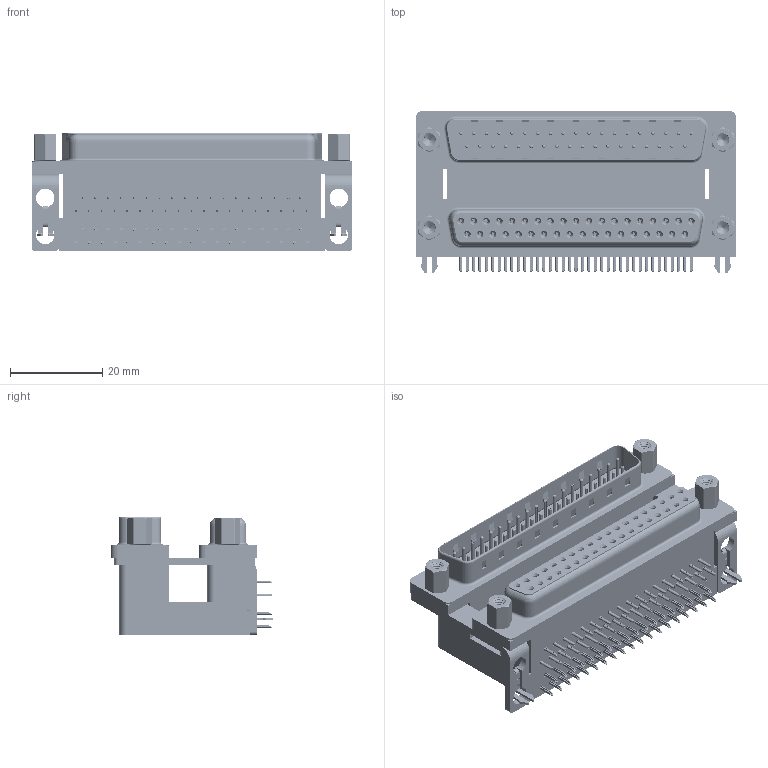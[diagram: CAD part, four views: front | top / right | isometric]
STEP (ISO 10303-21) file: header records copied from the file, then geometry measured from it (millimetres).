
FILE_DESCRIPTION (( 'STEP AP203' ), '1' );
FILE_NAME ('663-037-664-046.STEP', '2022-06-21T13:42:18', ( '' ), ( '' ), 'SwSTEP 2.0', 'SolidWorks 2020', '' );
FILE_SCHEMA (( 'CONFIG_CONTROL_DESIGN' ));
Length unit declared in the file: millimetre
Products named in the file (14): 663 Housing Lower_37 Contacts; 663 4-40 Hex Standoff 5; 663 Shell Receptacle_37 Contacts; 663 Shell Plug_37 Contacts; 663 Mounting Bracket_2ProngM; 663-037-664-046; 663 Contact Top Upper_M; 663 Housing Upper_37 Contacts M; 663 2 Prong Board Lock_4; 663 Housing Spacer_37 Contacts M; 663 Threaded Rivet_4-40; 663 Contact Bottom Lower; 663 Contact Top Lower; 663 Contact Bottom Upper_M
Assembly tree (91 placements, depth 2):
  663-037-664-046
    663 Housing Lower_37 Contacts
    663 Housing Spacer_37 Contacts M
    663 Housing Upper_37 Contacts M
    663 Shell Receptacle_37 Contacts
    663 Shell Plug_37 Contacts
    663 Contact Bottom Lower  x18
    663 Contact Top Lower  x19
    663 Contact Bottom Upper_M  x18
    663 Contact Top Upper_M  x19
    663 Mounting Bracket_2ProngM  x2
    663 2 Prong Board Lock_4  x2
    663 Threaded Rivet_4-40  x4
    663 4-40 Hex Standoff 5  x4
Bounding box: 69.32 x 35.1 x 25.6 mm (x, y, z)
Volume: 31640.9 mm3; surface area: 33514.8 mm2
Topology: 91 solids, 91 shells, 9305 faces, 24031 edges, 15025 vertices
Faces by surface type: plane 4863, cylinder 2351, bspline 1296, cone 504, torus 291
Entity records: 74242 total; most frequent: CARTESIAN_POINT 19338, ORIENTED_EDGE 10672, DIRECTION 10191, EDGE_CURVE 5336, LINE 3955, VECTOR 3955, VERTEX_POINT 3445, AXIS2_PLACEMENT_3D 3118
